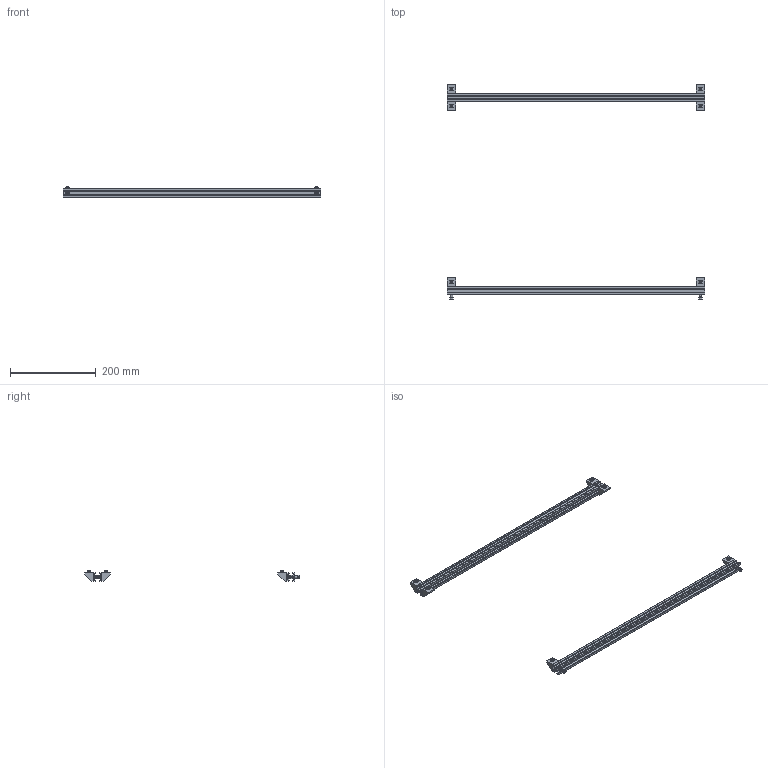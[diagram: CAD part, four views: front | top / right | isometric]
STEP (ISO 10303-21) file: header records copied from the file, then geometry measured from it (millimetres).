
FILE_DESCRIPTION(('FreeCAD Model'),'2;1');
FILE_NAME('Open CASCADE Shape Model','2023-11-07T20:44:34',('Author'),( ''),'Open CASCADE STEP processor 7.6','FreeCAD','Unknown');
FILE_SCHEMA(('AUTOMOTIVE_DESIGN { 1 0 10303 214 1 1 1 1 }'));
Length unit declared in the file: millimetre
Products named in the file (38): assembly; M5x8-Screw227; Front-Feeder-Rail; M5-tslot-nut028; vslot-extrusion-20mmx20mmx600mm004; M5x8-Screw186; M5-tslot-nut026; M5x8-Screw; M5x8-Screw185; corner-bracket004; corner-bracket005; M5x8-Screw187; M5-tslot-nut027; M5-tslot-nut029; M5-tslot-nut006; M5-tslot-nut005; M5x10-Screw337; M5x10-Screw341; M5x8-Screw223; M5-tslot-nut019; M5x8-Screw225; corner-bracket003; corner-bracket001; corner-bracket; M5-tslot-nut024; M5-tslot-nut022; M5x8-Screw226; M5x8-Screw222; M5x8-Screw221; M5-tslot-nut025; M5-tslot-nut020; M5-tslot-nut018; corner-bracket002; M5x8-Screw224; M5x8-Screw220; M5-tslot-nut021; M5-tslot-nut023; vslot-extrusion-20mmx20mmx600mm006
Assembly tree (52 placements, depth 3):
  assembly
    M5x8-Screw227
    Front-Feeder-Rail
      M5-tslot-nut028
      vslot-extrusion-20mmx20mmx600mm004
      M5x8-Screw186
      M5-tslot-nut026
      M5x8-Screw
      M5x8-Screw185
      corner-bracket004
      corner-bracket005
      M5x8-Screw187
      M5-tslot-nut027
      M5-tslot-nut029
      M5-tslot-nut006
      M5-tslot-nut005
      M5x10-Screw337
      M5x10-Screw341
    M5x8-Screw223
    M5-tslot-nut019
    M5x8-Screw225
    corner-bracket003
    corner-bracket001
    corner-bracket
    M5-tslot-nut024
    M5-tslot-nut022
    M5x8-Screw226
    M5x8-Screw222
    M5x8-Screw221
    M5-tslot-nut025
    M5-tslot-nut020
    M5-tslot-nut018
    corner-bracket002
    M5x8-Screw224
    M5x8-Screw220
    M5-tslot-nut021
    M5-tslot-nut023
    vslot-extrusion-20mmx20mmx600mm006
    M5-tslot-nut028
    vslot-extrusion-20mmx20mmx600mm004
    M5x8-Screw186
    M5-tslot-nut026
    M5x8-Screw
    M5x8-Screw185
    corner-bracket004
    corner-bracket005
    M5x8-Screw187
    M5-tslot-nut027
    M5-tslot-nut029
    M5-tslot-nut006
    M5-tslot-nut005
    M5x10-Screw337
    M5x10-Screw341
Bounding box: 600.06 x 500.54 x 25.13 mm (x, y, z)
Volume: 306887.1 mm3; surface area: 313879.1 mm2
Topology: 51 solids, 51 shells, 2069 faces, 5377 edges, 3414 vertices
Faces by surface type: plane 1358, cylinder 467, cone 144, bspline 40, sphere 36, revolution 24
Full cylindrical faces by diameter (mm): 4.2 x3, 4.234 x80, 5 x40, 5.12 x120, 8.5 x4
Entity records: 57855 total; most frequent: CARTESIAN_POINT 21423, ORIENTED_EDGE 7476, DIRECTION 7346, EDGE_CURVE 3738, AXIS2_PLACEMENT_3D 2529, VERTEX_POINT 2382, LINE 2272, VECTOR 2272
